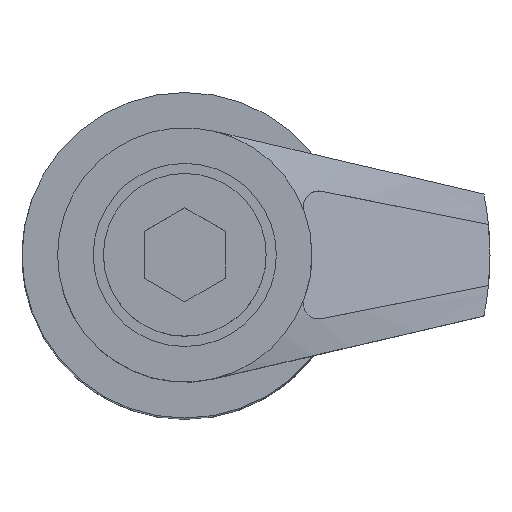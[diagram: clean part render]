
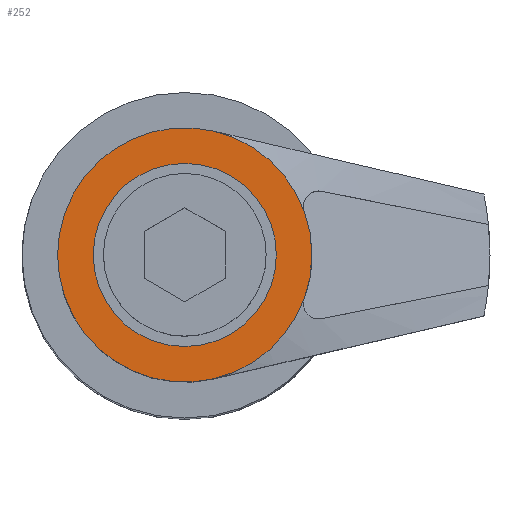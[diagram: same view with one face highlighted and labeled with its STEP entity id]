
A CAD part, top view. The second image highlights one B-rep face of the part: STEP entity #252.
In plain terms, the highlighted planar face has unit normal (0, 0, 1).
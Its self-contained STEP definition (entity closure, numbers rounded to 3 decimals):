
#10 = CARTESIAN_POINT ( 'NONE',  ( 11.745, -4.279, 45. ) ) ;
#83 = CIRCLE ( 'NONE', #1349, 12.5 ) ;
#102 = DIRECTION ( 'NONE',  ( 0., 0., -1. ) ) ;
#121 = ORIENTED_EDGE ( 'NONE', *, *, #1024, .F. ) ;
#230 = DIRECTION ( 'NONE',  ( 1., 0., 0. ) ) ;
#240 = CARTESIAN_POINT ( 'NONE',  ( 0., 0., 45. ) ) ;
#252 = ADVANCED_FACE ( 'NONE', ( #1862, #545 ), #767, .T. ) ;
#288 = CIRCLE ( 'NONE', #2208, 12.5 ) ;
#303 = CARTESIAN_POINT ( 'NONE',  ( 0., 0., 45. ) ) ;
#323 = CARTESIAN_POINT ( 'NONE',  ( 0., 0., 45. ) ) ;
#326 = AXIS2_PLACEMENT_3D ( 'NONE', #240, #1167, #230 ) ;
#413 = AXIS2_PLACEMENT_3D ( 'NONE', #303, #1454, #1984 ) ;
#443 = CIRCLE ( 'NONE', #413, 9. ) ;
#485 = CARTESIAN_POINT ( 'NONE',  ( 0., 0., 45. ) ) ;
#525 = CARTESIAN_POINT ( 'NONE',  ( 2.83, -12.175, 45. ) ) ;
#544 = ORIENTED_EDGE ( 'NONE', *, *, #2116, .F. ) ;
#545 = FACE_OUTER_BOUND ( 'NONE', #1539, .T. ) ;
#558 = EDGE_CURVE ( 'NONE', #1144, #726, #443, .T. ) ;
#568 = VERTEX_POINT ( 'NONE', #525 ) ;
#594 = EDGE_CURVE ( 'NONE', #1684, #1096, #83, .T. ) ;
#616 = AXIS2_PLACEMENT_3D ( 'NONE', #958, #937, #1131 ) ;
#641 = DIRECTION ( 'NONE',  ( 1., 0., 0. ) ) ;
#662 = DIRECTION ( 'NONE',  ( 0., 0., -1. ) ) ;
#666 = EDGE_CURVE ( 'NONE', #1096, #568, #842, .T. ) ;
#695 = CIRCLE ( 'NONE', #1782, 12.5 ) ;
#726 = VERTEX_POINT ( 'NONE', #2253 ) ;
#731 = CIRCLE ( 'NONE', #891, 12.5 ) ;
#760 = ORIENTED_EDGE ( 'NONE', *, *, #666, .F. ) ;
#767 = PLANE ( 'NONE',  #1892 ) ;
#801 = EDGE_CURVE ( 'NONE', #726, #1144, #1119, .T. ) ;
#804 = CARTESIAN_POINT ( 'NONE',  ( 2.83, 12.175, 45. ) ) ;
#842 = CIRCLE ( 'NONE', #616, 12.5 ) ;
#891 = AXIS2_PLACEMENT_3D ( 'NONE', #323, #2024, #1076 ) ;
#927 = DIRECTION ( 'NONE',  ( 0., 0., 1. ) ) ;
#937 = DIRECTION ( 'NONE',  ( 0., 0., -1. ) ) ;
#942 = CARTESIAN_POINT ( 'NONE',  ( 0., 0., 45. ) ) ;
#958 = CARTESIAN_POINT ( 'NONE',  ( 0., 0., 45. ) ) ;
#1012 = EDGE_LOOP ( 'NONE', ( #1137, #1759 ) ) ;
#1024 = EDGE_CURVE ( 'NONE', #2429, #1684, #288, .T. ) ;
#1066 = CARTESIAN_POINT ( 'NONE',  ( 0., 0., 45. ) ) ;
#1076 = DIRECTION ( 'NONE',  ( 1., 0., 0. ) ) ;
#1096 = VERTEX_POINT ( 'NONE', #10 ) ;
#1111 = CARTESIAN_POINT ( 'NONE',  ( -12.5, 0., 45. ) ) ;
#1119 = CIRCLE ( 'NONE', #326, 9. ) ;
#1131 = DIRECTION ( 'NONE',  ( -1., 0., 0. ) ) ;
#1137 = ORIENTED_EDGE ( 'NONE', *, *, #558, .F. ) ;
#1144 = VERTEX_POINT ( 'NONE', #2031 ) ;
#1167 = DIRECTION ( 'NONE',  ( 0., 0., 1. ) ) ;
#1208 = VERTEX_POINT ( 'NONE', #1111 ) ;
#1349 = AXIS2_PLACEMENT_3D ( 'NONE', #1066, #102, #1806 ) ;
#1454 = DIRECTION ( 'NONE',  ( 0., 0., 1. ) ) ;
#1459 = ORIENTED_EDGE ( 'NONE', *, *, #594, .F. ) ;
#1539 = EDGE_LOOP ( 'NONE', ( #1459, #121, #2001, #544, #760 ) ) ;
#1684 = VERTEX_POINT ( 'NONE', #2170 ) ;
#1759 = ORIENTED_EDGE ( 'NONE', *, *, #801, .F. ) ;
#1782 = AXIS2_PLACEMENT_3D ( 'NONE', #1966, #2315, #641 ) ;
#1806 = DIRECTION ( 'NONE',  ( 1., 0., 0. ) ) ;
#1851 = EDGE_CURVE ( 'NONE', #1208, #2429, #731, .T. ) ;
#1862 = FACE_BOUND ( 'NONE', #1012, .T. ) ;
#1892 = AXIS2_PLACEMENT_3D ( 'NONE', #942, #927, #2038 ) ;
#1964 = DIRECTION ( 'NONE',  ( -1., 0., 0. ) ) ;
#1966 = CARTESIAN_POINT ( 'NONE',  ( 0., 0., 45. ) ) ;
#1984 = DIRECTION ( 'NONE',  ( 1., 0., 0. ) ) ;
#2001 = ORIENTED_EDGE ( 'NONE', *, *, #1851, .F. ) ;
#2024 = DIRECTION ( 'NONE',  ( 0., 0., -1. ) ) ;
#2031 = CARTESIAN_POINT ( 'NONE',  ( 9., 0., 45. ) ) ;
#2038 = DIRECTION ( 'NONE',  ( 1., 0., 0. ) ) ;
#2116 = EDGE_CURVE ( 'NONE', #568, #1208, #695, .T. ) ;
#2170 = CARTESIAN_POINT ( 'NONE',  ( 11.745, 4.279, 45. ) ) ;
#2208 = AXIS2_PLACEMENT_3D ( 'NONE', #485, #662, #1964 ) ;
#2253 = CARTESIAN_POINT ( 'NONE',  ( -9., 0., 45. ) ) ;
#2315 = DIRECTION ( 'NONE',  ( 0., 0., -1. ) ) ;
#2429 = VERTEX_POINT ( 'NONE', #804 ) ;
